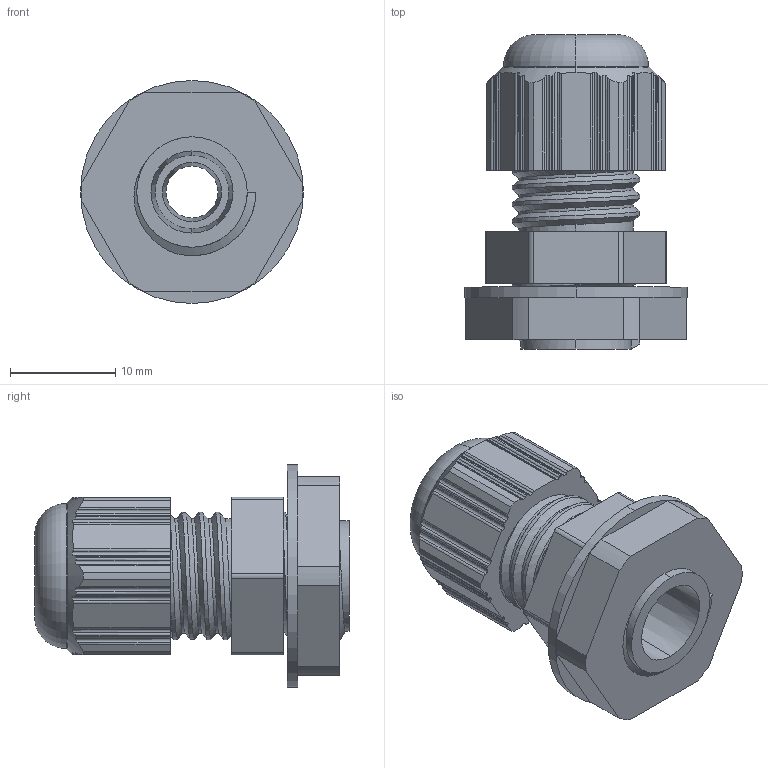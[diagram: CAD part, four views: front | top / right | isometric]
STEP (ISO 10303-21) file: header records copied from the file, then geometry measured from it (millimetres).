
FILE_DESCRIPTION (( 'STEP AP203' ), '1' );
FILE_NAME ('9050.STEP', '2020-07-28T07:42:12', ( '' ), ( '' ), 'SwSTEP 2.0', 'SolidWorks 2011', '' );
FILE_SCHEMA (( 'CONFIG_CONTROL_DESIGN' ));
Length unit declared in the file: millimetre
Products named in the file (1): 9050
Bounding box: 21.2 x 29.88 x 21.2 mm (x, y, z)
Volume: 4345.1 mm3; surface area: 3222.7 mm2
Topology: 1 solids, 2 shells, 234 faces, 654 edges, 433 vertices
Faces by surface type: cylinder 113, plane 80, cone 24, bspline 15, torus 2
Entity records: 11007 total; most frequent: CARTESIAN_POINT 5191, ORIENTED_EDGE 1308, DIRECTION 1095, EDGE_CURVE 654, VERTEX_POINT 433, AXIS2_PLACEMENT_3D 422, VECTOR 251, LINE 251
